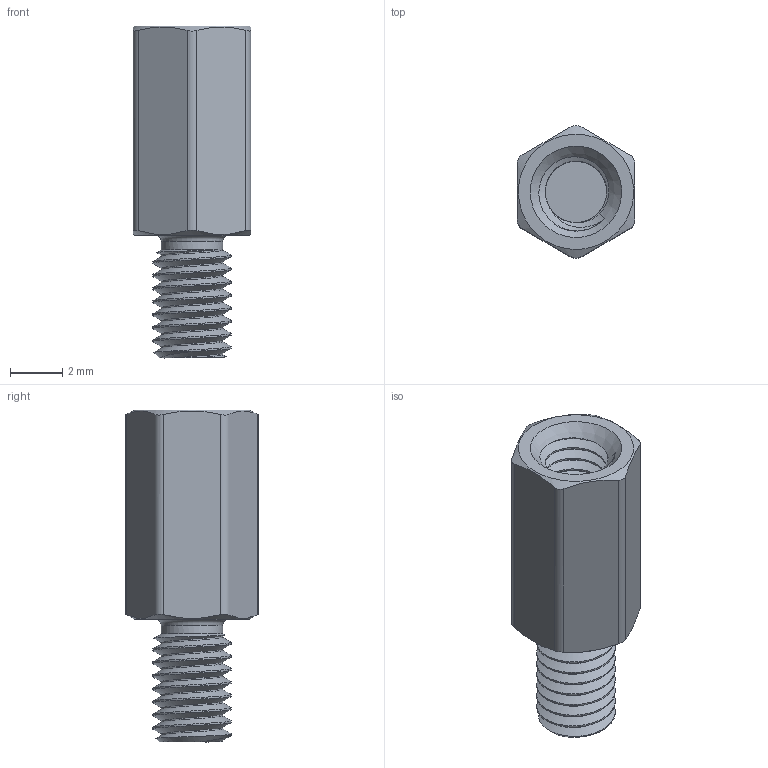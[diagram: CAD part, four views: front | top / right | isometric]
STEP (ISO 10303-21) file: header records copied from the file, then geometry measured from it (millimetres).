
FILE_DESCRIPTION(/* description */ (''),/* implementation_level */ '2;1');
FILE_NAME(/* name */ '93655A095_Male-Female Threaded Hex Standoff_ipt_a2cbd18c.STEP',/* time_stamp */ '2024-05-28T14:29:16+01:00',/* author */ ('rlndo'),/* organization */ (''),/* preprocessor_version */ 'ST-DEVELOPER v16.13',/* originating_system */ 'Autodesk Inventor 2018',/* authorisation */ '');
FILE_SCHEMA (('AUTOMOTIVE_DESIGN { 1 0 10303 214 3 1 1 }'));
Length unit declared in the file: millimetre
Products named in the file (1): 93655A095_Male-Female Threaded Hex Standoff
Bounding box: 4.5 x 5.08 x 12.7 mm (x, y, z)
Volume: 138.5 mm3; surface area: 279.1 mm2
Topology: 1 solids, 1 shells, 32 faces, 80 edges, 52 vertices
Faces by surface type: cylinder 11, plane 10, cone 6, bspline 4, torus 1
Full cylindrical faces by diameter (mm): 2.35 x1
Entity records: 5116 total; most frequent: CARTESIAN_POINT 4466, ORIENTED_EDGE 138, DIRECTION 101, EDGE_CURVE 69, VERTEX_POINT 47, AXIS2_PLACEMENT_3D 44, EDGE_LOOP 38, FACE_OUTER_BOUND 31
